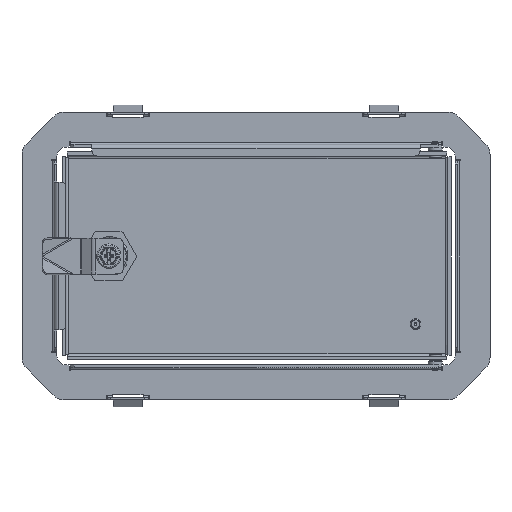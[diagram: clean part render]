
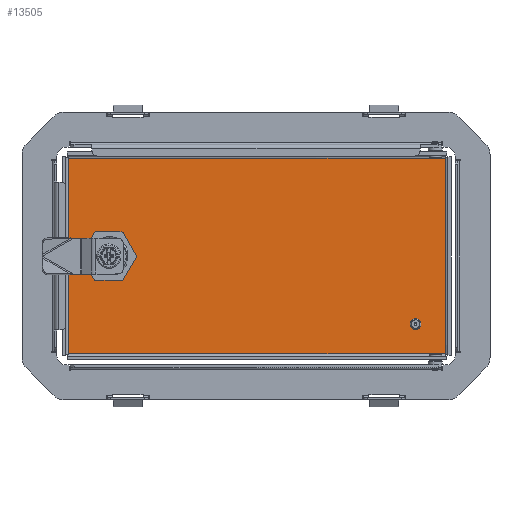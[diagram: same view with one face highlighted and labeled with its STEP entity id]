
A CAD part, front view. The second image highlights one B-rep face of the part: STEP entity #13505.
In plain terms, the highlighted face is planar.
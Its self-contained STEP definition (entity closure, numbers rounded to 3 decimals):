
#335 = CARTESIAN_POINT ( 'NONE',  ( 82.5, 0., -2. ) ) ;
#716 = CIRCLE ( 'NONE', #28545, 11.25 ) ;
#1318 = LINE ( 'NONE', #34338, #9489 ) ;
#2025 = DIRECTION ( 'NONE',  ( 0., -1., 0. ) ) ;
#2057 = CARTESIAN_POINT ( 'NONE',  ( 0., 0., -2. ) ) ;
#2596 = CARTESIAN_POINT ( 'NONE',  ( 105.793, 54.5, -2. ) ) ;
#3413 = DIRECTION ( 'NONE',  ( -1., 0., 0. ) ) ;
#3442 = ORIENTED_EDGE ( 'NONE', *, *, #9484, .F. ) ;
#3524 = VECTOR ( 'NONE', #17126, 1000. ) ;
#4531 = VECTOR ( 'NONE', #23968, 1000. ) ;
#4661 = CIRCLE ( 'NONE', #11579, 11.25 ) ;
#5125 = DIRECTION ( 'NONE',  ( -1., 0., 0. ) ) ;
#5256 = CIRCLE ( 'NONE', #25023, 3. ) ;
#5692 = CIRCLE ( 'NONE', #14206, 3. ) ;
#5728 = ORIENTED_EDGE ( 'NONE', *, *, #14730, .T. ) ;
#6145 = AXIS2_PLACEMENT_3D ( 'NONE', #2057, #23414, #5125 ) ;
#6178 = EDGE_CURVE ( 'NONE', #35958, #11681, #5256, .T. ) ;
#6375 = DIRECTION ( 'NONE',  ( 0., 0., 1. ) ) ;
#7312 = FACE_BOUND ( 'NONE', #35235, .T. ) ;
#7404 = EDGE_CURVE ( 'NONE', #34298, #8800, #27972, .T. ) ;
#7962 = CARTESIAN_POINT ( 'NONE',  ( -105., -54.5, -2. ) ) ;
#8290 = ORIENTED_EDGE ( 'NONE', *, *, #27540, .T. ) ;
#8555 = DIRECTION ( 'NONE',  ( 0., 1., 0. ) ) ;
#8655 = LINE ( 'NONE', #14764, #24861 ) ;
#8800 = VERTEX_POINT ( 'NONE', #31627 ) ;
#8878 = DIRECTION ( 'NONE',  ( 0., 0., 1. ) ) ;
#9313 = EDGE_CURVE ( 'NONE', #32538, #20508, #1318, .T. ) ;
#9484 = EDGE_CURVE ( 'NONE', #36309, #29654, #20908, .T. ) ;
#9489 = VECTOR ( 'NONE', #37389, 1000. ) ;
#10037 = DIRECTION ( 'NONE',  ( 0., 0., 1. ) ) ;
#10211 = DIRECTION ( 'NONE',  ( 0., 0., -1. ) ) ;
#10569 = CARTESIAN_POINT ( 'NONE',  ( 87.556, -10.05, -2. ) ) ;
#10665 = VECTOR ( 'NONE', #2025, 1000. ) ;
#10802 = EDGE_CURVE ( 'NONE', #8800, #36309, #8655, .T. ) ;
#11579 = AXIS2_PLACEMENT_3D ( 'NONE', #28334, #10037, #31361 ) ;
#11681 = VERTEX_POINT ( 'NONE', #18037 ) ;
#12175 = ORIENTED_EDGE ( 'NONE', *, *, #29703, .T. ) ;
#12184 = CIRCLE ( 'NONE', #18493, 11.25 ) ;
#12357 = VERTEX_POINT ( 'NONE', #36695 ) ;
#12717 = CARTESIAN_POINT ( 'NONE',  ( -88.5, -38., -2. ) ) ;
#13505 = ADVANCED_FACE ( 'NONE', ( #15433, #7312, #30729 ), #26336, .T. ) ;
#13731 = VECTOR ( 'NONE', #34751, 1000. ) ;
#14206 = AXIS2_PLACEMENT_3D ( 'NONE', #12717, #34109, #15811 ) ;
#14214 = ORIENTED_EDGE ( 'NONE', *, *, #21619, .T. ) ;
#14730 = EDGE_CURVE ( 'NONE', #16503, #12357, #4661, .T. ) ;
#14764 = CARTESIAN_POINT ( 'NONE',  ( -105., 55.293, -2. ) ) ;
#15057 = DIRECTION ( 'NONE',  ( 1., 0., 0. ) ) ;
#15433 = FACE_BOUND ( 'NONE', #30490, .T. ) ;
#15635 = CARTESIAN_POINT ( 'NONE',  ( 92.55, 5.056, -2. ) ) ;
#15811 = DIRECTION ( 'NONE',  ( -1., 0., 0. ) ) ;
#16497 = EDGE_CURVE ( 'NONE', #12357, #23931, #21776, .T. ) ;
#16503 = VERTEX_POINT ( 'NONE', #36418 ) ;
#16718 = AXIS2_PLACEMENT_3D ( 'NONE', #335, #21705, #3413 ) ;
#16887 = VERTEX_POINT ( 'NONE', #38336 ) ;
#17126 = DIRECTION ( 'NONE',  ( 0., 1., 0. ) ) ;
#17458 = CARTESIAN_POINT ( 'NONE',  ( 105., 54.5, -2. ) ) ;
#17822 = CARTESIAN_POINT ( 'NONE',  ( -91.5, -38., -2. ) ) ;
#18037 = CARTESIAN_POINT ( 'NONE',  ( -85.5, -38., -2. ) ) ;
#18239 = CARTESIAN_POINT ( 'NONE',  ( 105., -54.5, -2. ) ) ;
#18493 = AXIS2_PLACEMENT_3D ( 'NONE', #27147, #8878, #30216 ) ;
#18750 = LINE ( 'NONE', #32463, #10665 ) ;
#19011 = ORIENTED_EDGE ( 'NONE', *, *, #36320, .T. ) ;
#19695 = CIRCLE ( 'NONE', #16718, 11.25 ) ;
#20212 = CARTESIAN_POINT ( 'NONE',  ( 92.55, -5.056, -2. ) ) ;
#20407 = ORIENTED_EDGE ( 'NONE', *, *, #16497, .T. ) ;
#20435 = EDGE_CURVE ( 'NONE', #29654, #34298, #25681, .T. ) ;
#20508 = VERTEX_POINT ( 'NONE', #39500 ) ;
#20908 = LINE ( 'NONE', #31790, #13731 ) ;
#21619 = EDGE_CURVE ( 'NONE', #23931, #16887, #12184, .T. ) ;
#21705 = DIRECTION ( 'NONE',  ( 0., 0., 1. ) ) ;
#21776 = LINE ( 'NONE', #33331, #38000 ) ;
#22742 = ORIENTED_EDGE ( 'NONE', *, *, #7404, .F. ) ;
#23414 = DIRECTION ( 'NONE',  ( 0., 0., -1. ) ) ;
#23775 = VERTEX_POINT ( 'NONE', #15635 ) ;
#23931 = VERTEX_POINT ( 'NONE', #10569 ) ;
#23968 = DIRECTION ( 'NONE',  ( -1., 0., 0. ) ) ;
#24369 = ORIENTED_EDGE ( 'NONE', *, *, #35136, .F. ) ;
#24657 = CARTESIAN_POINT ( 'NONE',  ( 82.5, 0., -2. ) ) ;
#24861 = VECTOR ( 'NONE', #35984, 1000. ) ;
#25023 = AXIS2_PLACEMENT_3D ( 'NONE', #28484, #10211, #31550 ) ;
#25681 = LINE ( 'NONE', #29883, #33828 ) ;
#26336 = PLANE ( 'NONE',  #6145 ) ;
#27147 = CARTESIAN_POINT ( 'NONE',  ( 82.5, 0., -2. ) ) ;
#27540 = EDGE_CURVE ( 'NONE', #20508, #37989, #19695, .T. ) ;
#27756 = DIRECTION ( 'NONE',  ( -1., 0., 0. ) ) ;
#27930 = LINE ( 'NONE', #20212, #3524 ) ;
#27972 = LINE ( 'NONE', #2596, #4531 ) ;
#28334 = CARTESIAN_POINT ( 'NONE',  ( 82.5, 0., -2. ) ) ;
#28484 = CARTESIAN_POINT ( 'NONE',  ( -88.5, -38., -2. ) ) ;
#28545 = AXIS2_PLACEMENT_3D ( 'NONE', #24657, #6375, #27756 ) ;
#29654 = VERTEX_POINT ( 'NONE', #18239 ) ;
#29703 = EDGE_CURVE ( 'NONE', #23775, #32538, #716, .T. ) ;
#29883 = CARTESIAN_POINT ( 'NONE',  ( 105., -55.293, -2. ) ) ;
#30216 = DIRECTION ( 'NONE',  ( -1., 0., 0. ) ) ;
#30490 = EDGE_LOOP ( 'NONE', ( #36604, #24369 ) ) ;
#30523 = EDGE_CURVE ( 'NONE', #37989, #16503, #18750, .T. ) ;
#30635 = ORIENTED_EDGE ( 'NONE', *, *, #9313, .T. ) ;
#30729 = FACE_OUTER_BOUND ( 'NONE', #37778, .T. ) ;
#31361 = DIRECTION ( 'NONE',  ( -1., 0., 0. ) ) ;
#31550 = DIRECTION ( 'NONE',  ( -1., 0., 0. ) ) ;
#31627 = CARTESIAN_POINT ( 'NONE',  ( -105., 54.5, -2. ) ) ;
#31790 = CARTESIAN_POINT ( 'NONE',  ( -105.793, -54.5, -2. ) ) ;
#32463 = CARTESIAN_POINT ( 'NONE',  ( 72.45, -5.056, -2. ) ) ;
#32538 = VERTEX_POINT ( 'NONE', #35615 ) ;
#33331 = CARTESIAN_POINT ( 'NONE',  ( 77.444, -10.05, -2. ) ) ;
#33828 = VECTOR ( 'NONE', #8555, 1000. ) ;
#33850 = ORIENTED_EDGE ( 'NONE', *, *, #10802, .F. ) ;
#34109 = DIRECTION ( 'NONE',  ( 0., 0., -1. ) ) ;
#34298 = VERTEX_POINT ( 'NONE', #17458 ) ;
#34338 = CARTESIAN_POINT ( 'NONE',  ( 77.444, 10.05, -2. ) ) ;
#34751 = DIRECTION ( 'NONE',  ( 1., 0., 0. ) ) ;
#35136 = EDGE_CURVE ( 'NONE', #11681, #35958, #5692, .T. ) ;
#35235 = EDGE_LOOP ( 'NONE', ( #12175, #30635, #8290, #36526, #5728, #20407, #14214, #19011 ) ) ;
#35615 = CARTESIAN_POINT ( 'NONE',  ( 87.556, 10.05, -2. ) ) ;
#35958 = VERTEX_POINT ( 'NONE', #17822 ) ;
#35984 = DIRECTION ( 'NONE',  ( 0., -1., 0. ) ) ;
#36309 = VERTEX_POINT ( 'NONE', #7962 ) ;
#36320 = EDGE_CURVE ( 'NONE', #16887, #23775, #27930, .T. ) ;
#36401 = ORIENTED_EDGE ( 'NONE', *, *, #20435, .F. ) ;
#36418 = CARTESIAN_POINT ( 'NONE',  ( 72.45, -5.056, -2. ) ) ;
#36526 = ORIENTED_EDGE ( 'NONE', *, *, #30523, .T. ) ;
#36604 = ORIENTED_EDGE ( 'NONE', *, *, #6178, .F. ) ;
#36695 = CARTESIAN_POINT ( 'NONE',  ( 77.444, -10.05, -2. ) ) ;
#37389 = DIRECTION ( 'NONE',  ( -1., 0., 0. ) ) ;
#37778 = EDGE_LOOP ( 'NONE', ( #36401, #3442, #33850, #22742 ) ) ;
#37989 = VERTEX_POINT ( 'NONE', #38377 ) ;
#38000 = VECTOR ( 'NONE', #15057, 1000. ) ;
#38336 = CARTESIAN_POINT ( 'NONE',  ( 92.55, -5.056, -2. ) ) ;
#38377 = CARTESIAN_POINT ( 'NONE',  ( 72.45, 5.056, -2. ) ) ;
#39500 = CARTESIAN_POINT ( 'NONE',  ( 77.444, 10.05, -2. ) ) ;
